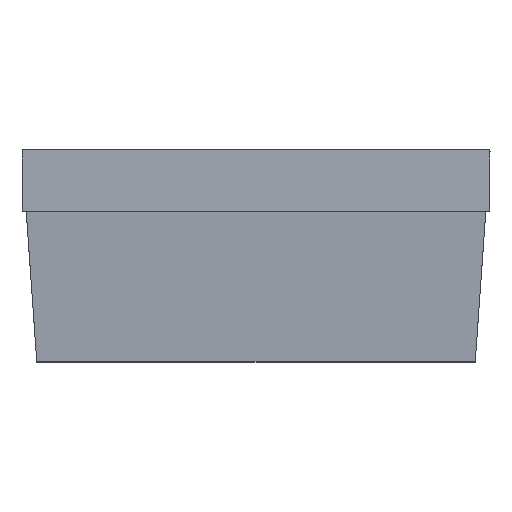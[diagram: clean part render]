
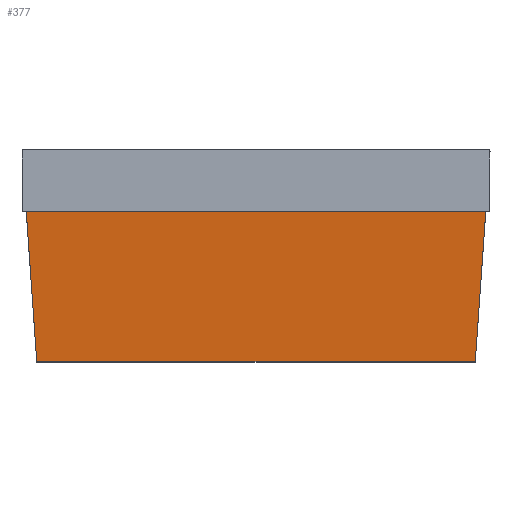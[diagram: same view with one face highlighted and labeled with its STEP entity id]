
A CAD part, top view. The second image highlights one B-rep face of the part: STEP entity #377.
In plain terms, the highlighted planar face has unit normal (0, -0.07, 0.998).
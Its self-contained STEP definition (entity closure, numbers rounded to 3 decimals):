
#377=ADVANCED_FACE('',(#1005),#1007,.T.);
#1005=FACE_BOUND('',#1006,.T.);
#1006=EDGE_LOOP('',(#1495,#1496,#1497,#1498));
#1007=PLANE('',#1008);
#1008=AXIS2_PLACEMENT_3D('',#1009,#1010,#1011);
#1009=CARTESIAN_POINT('',(-4.989,-1.7,12.164));
#1010=DIRECTION('',(0.,-0.07,0.998));
#1011=DIRECTION('',(1.,0.,0.));
#1495=ORIENTED_EDGE('',*,*,#1794,.F.);
#1496=ORIENTED_EDGE('',*,*,#1813,.F.);
#1497=ORIENTED_EDGE('',*,*,#1777,.F.);
#1498=ORIENTED_EDGE('',*,*,#1814,.T.);
#1777=EDGE_CURVE('',#2016,#2018,#2019,.F.);
#1794=EDGE_CURVE('',#2049,#2050,#2051,.T.);
#1813=EDGE_CURVE('',#2018,#2049,#2082,.T.);
#1814=EDGE_CURVE('',#2016,#2050,#2083,.T.);
#2016=VERTEX_POINT('',#2471);
#2018=VERTEX_POINT('',#2475);
#2019=LINE('',#2476,#2477);
#2049=VERTEX_POINT('',#2540);
#2050=VERTEX_POINT('',#2541);
#2051=LINE('',#2542,#2543);
#2082=LINE('',#2611,#2612);
#2083=LINE('',#2614,#2615);
#2471=CARTESIAN_POINT('',(4.989,-1.7,12.164));
#2475=CARTESIAN_POINT('',(-4.989,-1.7,12.164));
#2476=CARTESIAN_POINT('',(-4.989,-1.7,12.164));
#2477=VECTOR('',#2478,1.);
#2478=DIRECTION('',(1.,0.,0.));
#2540=CARTESIAN_POINT('',(-5.227,1.7,12.402));
#2541=CARTESIAN_POINT('',(5.227,1.7,12.402));
#2542=CARTESIAN_POINT('',(-5.227,1.7,12.402));
#2543=VECTOR('',#2544,1.);
#2544=DIRECTION('',(1.,0.,0.));
#2611=CARTESIAN_POINT('',(-4.989,-1.7,12.164));
#2612=VECTOR('',#2613,1.);
#2613=DIRECTION('',(-0.07,0.995,0.07));
#2614=CARTESIAN_POINT('',(4.989,-1.7,12.164));
#2615=VECTOR('',#2616,1.);
#2616=DIRECTION('',(0.07,0.995,0.07));
